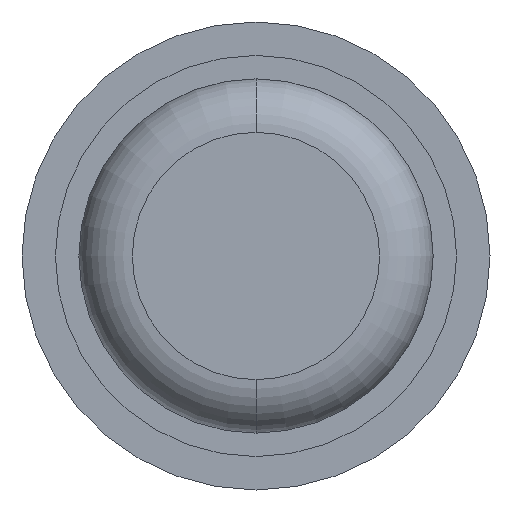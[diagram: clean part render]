
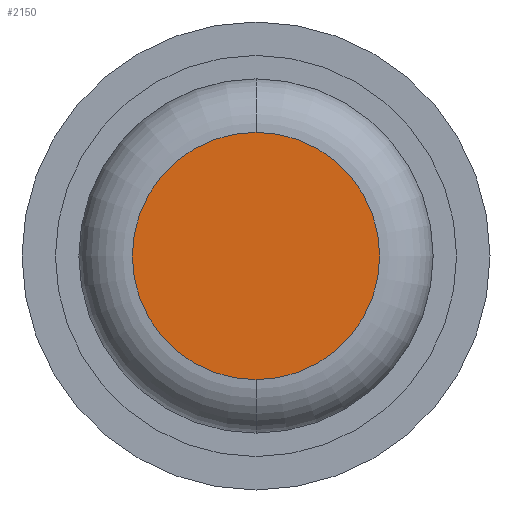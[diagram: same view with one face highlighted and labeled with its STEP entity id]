
A CAD part, front view. The second image highlights one B-rep face of the part: STEP entity #2150.
In plain terms, the highlighted planar face has unit normal (0, -1, 0).
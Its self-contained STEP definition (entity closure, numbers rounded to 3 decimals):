
#188 = DIRECTION ( 'NONE',  ( 0., -1., 0. ) ) ;
#205 = AXIS2_PLACEMENT_3D ( 'NONE', #5007, #2696, #3822 ) ;
#276 = EDGE_CURVE ( 'Defeature ausgef�hrt1_0+Defeature ausgef�hrt1_8+Defeature ausgef�hrt1_8+Defeature ausgef�hrt1_8', #3711, #4129, #2750, .T. ) ;
#543 = ORIENTED_EDGE ( 'NONE', *, *, #3679, .T. ) ;
#569 = DIRECTION ( 'NONE',  ( 0., 0., -1. ) ) ;
#1166 = EDGE_LOOP ( 'NONE', ( #543, #1282 ) ) ;
#1178 = DIRECTION ( 'NONE',  ( 0., -1., 0. ) ) ;
#1282 = ORIENTED_EDGE ( 'NONE', *, *, #276, .T. ) ;
#1953 = CARTESIAN_POINT ( 'NONE',  ( 0., -10., -0.925 ) ) ;
#2150 = ADVANCED_FACE ( 'Defeature ausgef�hrt1_0', ( #5121 ), #4716, .T. ) ;
#2491 = CARTESIAN_POINT ( 'NONE',  ( 0., -10., 0. ) ) ;
#2696 = DIRECTION ( 'NONE',  ( 0., -1., 0. ) ) ;
#2750 = CIRCLE ( 'NONE', #205, 0.925 ) ;
#3547 = DIRECTION ( 'NONE',  ( 0., 0., -1. ) ) ;
#3679 = EDGE_CURVE ( 'Defeature ausgef�hrt1_0+Defeature ausgef�hrt1_8+Defeature ausgef�hrt1_8+Defeature ausgef�hrt1_8', #4129, #3711, #4306, .T. ) ;
#3711 = VERTEX_POINT ( 'NONE', #4113 ) ;
#3822 = DIRECTION ( 'NONE',  ( 0., 0., -1. ) ) ;
#4001 = AXIS2_PLACEMENT_3D ( 'NONE', #4370, #1178, #3547 ) ;
#4113 = CARTESIAN_POINT ( 'NONE',  ( 0., -10., 0.925 ) ) ;
#4129 = VERTEX_POINT ( 'NONE', #1953 ) ;
#4306 = CIRCLE ( 'NONE', #4317, 0.925 ) ;
#4317 = AXIS2_PLACEMENT_3D ( 'NONE', #2491, #188, #569 ) ;
#4370 = CARTESIAN_POINT ( 'NONE',  ( -1.325, -10., 0. ) ) ;
#4716 = PLANE ( 'NONE',  #4001 ) ;
#5007 = CARTESIAN_POINT ( 'NONE',  ( 0., -10., 0. ) ) ;
#5121 = FACE_OUTER_BOUND ( 'NONE', #1166, .T. ) ;
